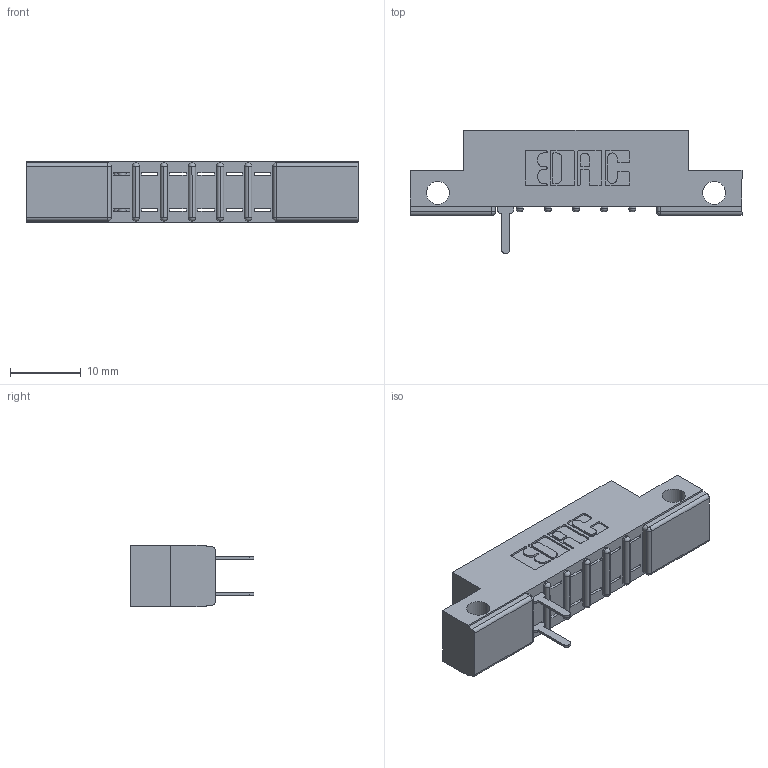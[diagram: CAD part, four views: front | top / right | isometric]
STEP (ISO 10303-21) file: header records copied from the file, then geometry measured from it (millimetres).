
FILE_DESCRIPTION (( 'STEP AP203' ), '1' );
FILE_NAME ('307-012-520-212.STEP', '2018-08-02T23:00:05', ( '' ), ( '' ), 'SwSTEP 2.0', 'SolidWorks 2016', '' );
FILE_SCHEMA (( 'CONFIG_CONTROL_DESIGN' ));
Length unit declared in the file: inch
Products named in the file (3): 307 Part_.128 Dia Side Mounting Holes; 307-290-001_520; 307-012-520-212
Assembly tree (3 placements, depth 2):
  307-012-520-212
    307 Part_.128 Dia Side Mounting Holes
    307-290-001_520  x2
Bounding box: 46.79 x 17.42 x 8.71 mm (x, y, z)
Volume: 2858.2 mm3; surface area: 3316.6 mm2
Topology: 3 solids, 3 shells, 317 faces, 903 edges, 578 vertices
Faces by surface type: plane 192, cylinder 111, sphere 14
Entity records: 9424 total; most frequent: CARTESIAN_POINT 1592, ORIENTED_EDGE 1582, DIRECTION 1565, EDGE_CURVE 791, VECTOR 591, LINE 591, VERTEX_POINT 514, AXIS2_PLACEMENT_3D 487
